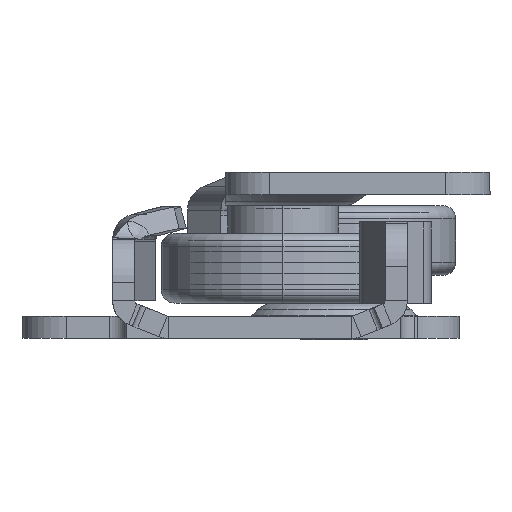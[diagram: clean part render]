
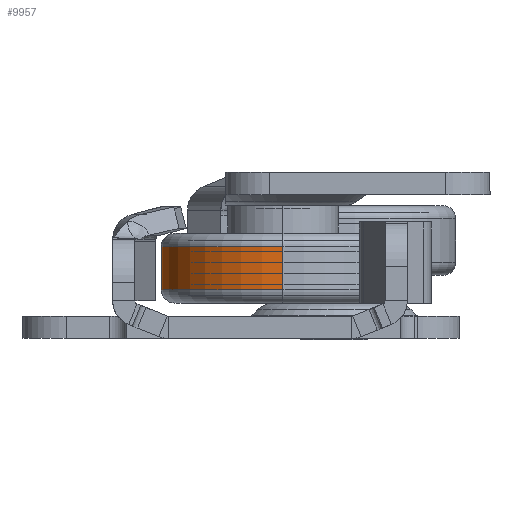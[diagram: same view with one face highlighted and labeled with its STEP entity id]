
A CAD part, left-side view. The second image highlights one B-rep face of the part: STEP entity #9957.
In plain terms, the highlighted cylindrical face has radius 11 mm (diameter 22 mm), a partial arc.
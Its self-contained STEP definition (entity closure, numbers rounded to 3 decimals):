
#118 = CARTESIAN_POINT ( 'NONE',  ( 1.2, 0., 11. ) ) ;
#1228 = CARTESIAN_POINT ( 'NONE',  ( 1.2, 0., 0. ) ) ;
#1289 = CARTESIAN_POINT ( 'NONE',  ( 5.1, 0., 11. ) ) ;
#1683 = EDGE_CURVE ( 'NONE', #17811, #17408, #5280, .T. ) ;
#2508 = VECTOR ( 'NONE', #11880, 1000. ) ;
#2642 = CARTESIAN_POINT ( 'NONE',  ( 5.1, 0., 0. ) ) ;
#2666 = AXIS2_PLACEMENT_3D ( 'NONE', #12324, #19273, #10617 ) ;
#3572 = LINE ( 'NONE', #7462, #15320 ) ;
#4344 = CARTESIAN_POINT ( 'NONE',  ( 1.2, 0., -11. ) ) ;
#5280 = CIRCLE ( 'NONE', #20176, 11. ) ;
#7462 = CARTESIAN_POINT ( 'NONE',  ( 0., 0., -11. ) ) ;
#8228 = AXIS2_PLACEMENT_3D ( 'NONE', #2642, #21947, #11455 ) ;
#8259 = DIRECTION ( 'NONE',  ( -1., 0., 0. ) ) ;
#8436 = ORIENTED_EDGE ( 'NONE', *, *, #11146, .F. ) ;
#8588 = LINE ( 'NONE', #13845, #2508 ) ;
#8589 = CIRCLE ( 'NONE', #8228, 11. ) ;
#9487 = ORIENTED_EDGE ( 'NONE', *, *, #1683, .F. ) ;
#9957 = ADVANCED_FACE ( 'NONE', ( #14035 ), #20959, .T. ) ;
#10617 = DIRECTION ( 'NONE',  ( 0., 0., 1. ) ) ;
#11146 = EDGE_CURVE ( 'NONE', #21549, #17811, #3572, .T. ) ;
#11455 = DIRECTION ( 'NONE',  ( 0., 0., 1. ) ) ;
#11880 = DIRECTION ( 'NONE',  ( -1., 0., 0. ) ) ;
#12324 = CARTESIAN_POINT ( 'NONE',  ( 0., 0., 0. ) ) ;
#12377 = ORIENTED_EDGE ( 'NONE', *, *, #12952, .T. ) ;
#12600 = VERTEX_POINT ( 'NONE', #1289 ) ;
#12952 = EDGE_CURVE ( 'NONE', #21549, #12600, #8589, .T. ) ;
#13845 = CARTESIAN_POINT ( 'NONE',  ( 0., 0., 11. ) ) ;
#14035 = FACE_OUTER_BOUND ( 'NONE', #18690, .T. ) ;
#15320 = VECTOR ( 'NONE', #19531, 1000. ) ;
#15963 = EDGE_CURVE ( 'NONE', #12600, #17408, #8588, .T. ) ;
#16115 = ORIENTED_EDGE ( 'NONE', *, *, #15963, .T. ) ;
#17015 = DIRECTION ( 'NONE',  ( 0., 0., 1. ) ) ;
#17408 = VERTEX_POINT ( 'NONE', #118 ) ;
#17811 = VERTEX_POINT ( 'NONE', #4344 ) ;
#18690 = EDGE_LOOP ( 'NONE', ( #8436, #12377, #16115, #9487 ) ) ;
#19273 = DIRECTION ( 'NONE',  ( -1., 0., 0. ) ) ;
#19531 = DIRECTION ( 'NONE',  ( -1., 0., 0. ) ) ;
#20176 = AXIS2_PLACEMENT_3D ( 'NONE', #1228, #8259, #17015 ) ;
#20959 = CYLINDRICAL_SURFACE ( 'NONE', #2666, 11. ) ;
#21363 = CARTESIAN_POINT ( 'NONE',  ( 5.1, 0., -11. ) ) ;
#21549 = VERTEX_POINT ( 'NONE', #21363 ) ;
#21947 = DIRECTION ( 'NONE',  ( -1., 0., 0. ) ) ;
